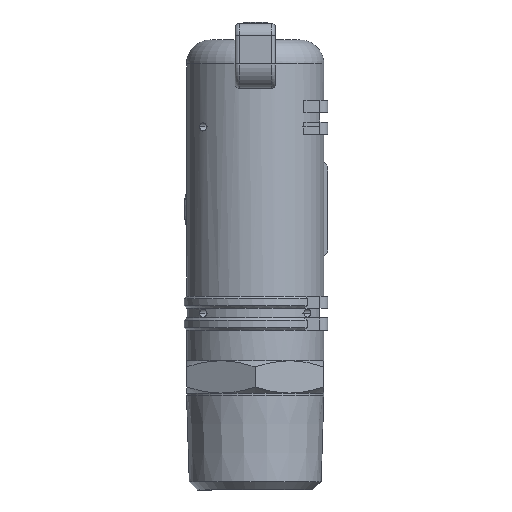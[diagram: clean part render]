
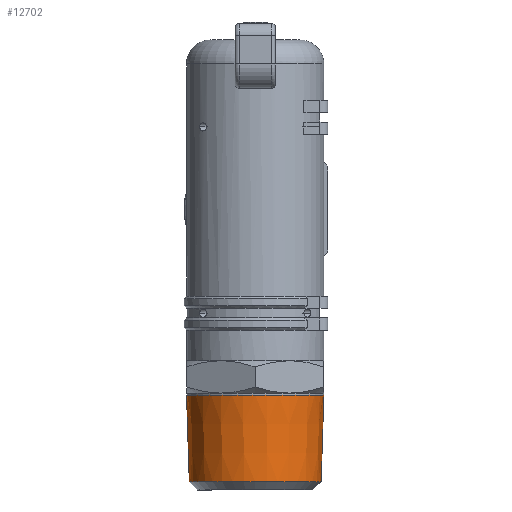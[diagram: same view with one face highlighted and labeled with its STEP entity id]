
A CAD part, front view. The second image highlights one B-rep face of the part: STEP entity #12702.
In plain terms, the highlighted conical face has half-angle 1.79 degrees and reference radius 8.32 mm.
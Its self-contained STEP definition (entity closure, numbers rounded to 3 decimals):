
#143=CARTESIAN_POINT('',(-8.264,-5.825,-27.975));
#144=VERTEX_POINT('',#143);
#160=CARTESIAN_POINT('',(8.064,-5.825,-27.975));
#161=VERTEX_POINT('',#160);
#168=CARTESIAN_POINT('',(-0.1,-5.825,-27.975));
#169=DIRECTION('',(0.0,0.0,-1.0));
#170=DIRECTION('',(-1.0,0.0,0.0));
#171=AXIS2_PLACEMENT_3D('',#168,#169,#170);
#172=CIRCLE('',#171,8.164);
#173=EDGE_CURVE('',#161,#144,#172,.T.);
#183=CARTESIAN_POINT('',(8.4,-5.825,-17.217));
#184=VERTEX_POINT('',#183);
#185=CARTESIAN_POINT('',(8.064,-5.825,-27.975));
#186=DIRECTION('',(0.031,0.,1.));
#187=VECTOR('',#186,10.764);
#188=LINE('',#185,#187);
#189=EDGE_CURVE('',#161,#184,#188,.T.);
#198=CARTESIAN_POINT('',(-8.6,-5.825,-17.217));
#199=VERTEX_POINT('',#198);
#200=CARTESIAN_POINT('',(-8.264,-5.825,-27.975));
#201=DIRECTION('',(-0.031,0.0,1.));
#202=VECTOR('',#201,10.764);
#203=LINE('',#200,#202);
#204=EDGE_CURVE('',#144,#199,#203,.T.);
#230=CARTESIAN_POINT('',(-0.1,-14.325,-17.217));
#231=VERTEX_POINT('',#230);
#240=CARTESIAN_POINT('',(-0.1,-5.825,-17.217));
#241=DIRECTION('',(0.0,0.0,1.0));
#242=DIRECTION('',(0.0,-1.0,0.0));
#243=AXIS2_PLACEMENT_3D('',#240,#241,#242);
#244=CIRCLE('',#243,8.5);
#245=EDGE_CURVE('',#231,#184,#244,.T.);
#12664=CARTESIAN_POINT('',(-0.1,-5.825,-17.217));
#12665=DIRECTION('',(0.0,0.0,1.0));
#12666=DIRECTION('',(0.0,-1.0,0.0));
#12667=AXIS2_PLACEMENT_3D('',#12664,#12665,#12666);
#12668=CIRCLE('',#12667,8.5);
#12669=EDGE_CURVE('',#199,#231,#12668,.T.);
#12690=CARTESIAN_POINT('',(-0.1,-5.825,-22.975));
#12691=DIRECTION('',(0.0,0.0,1.0));
#12692=DIRECTION('',(1.0,0.0,0.0));
#12693=AXIS2_PLACEMENT_3D('',#12690,#12691,#12692);
#12694=CONICAL_SURFACE('',#12693,8.32,1.79);
#12695=ORIENTED_EDGE('',*,*,#189,.T.);
#12696=ORIENTED_EDGE('',*,*,#245,.F.);
#12697=ORIENTED_EDGE('',*,*,#12669,.F.);
#12698=ORIENTED_EDGE('',*,*,#204,.F.);
#12699=ORIENTED_EDGE('',*,*,#173,.F.);
#12700=EDGE_LOOP('',(#12695,#12696,#12697,#12698,#12699));
#12701=FACE_OUTER_BOUND('',#12700,.T.);
#12702=ADVANCED_FACE('',(#12701),#12694,.T.);
